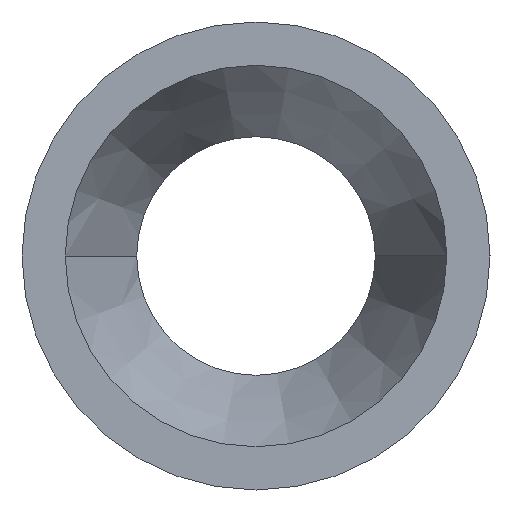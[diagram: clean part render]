
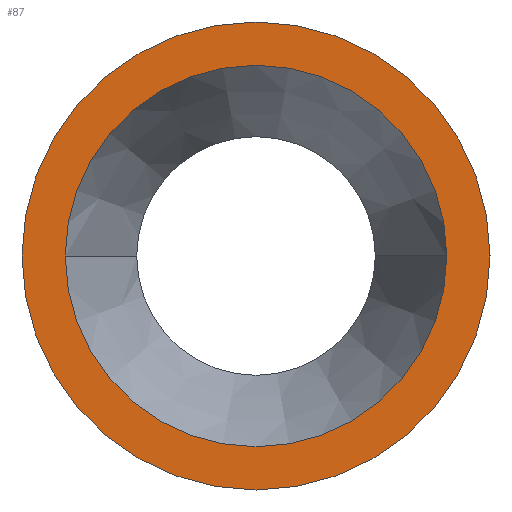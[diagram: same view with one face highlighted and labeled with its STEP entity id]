
A CAD part, left-side view. The second image highlights one B-rep face of the part: STEP entity #87.
In plain terms, the highlighted planar face has unit normal (-1, 0, 0).
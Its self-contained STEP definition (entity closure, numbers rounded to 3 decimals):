
#87 = ADVANCED_FACE( '', ( #221, #222 ), #223, .T. );
#91 = EDGE_CURVE( '', #183, #177, #227, .T. );
#93 = EDGE_CURVE( '', #147, #109, #229, .T. );
#109 = VERTEX_POINT( '', #246 );
#117 = EDGE_CURVE( '', #177, #183, #255, .T. );
#147 = VERTEX_POINT( '', #289 );
#177 = VERTEX_POINT( '', #323 );
#183 = VERTEX_POINT( '', #330 );
#189 = EDGE_CURVE( '', #109, #147, #338, .T. );
#221 = FACE_BOUND( '', #364, .T. );
#222 = FACE_OUTER_BOUND( '', #365, .T. );
#223 = PLANE( '', #366 );
#227 = CIRCLE( '', #371, 20. );
#229 = CIRCLE( '', #374, 16.3 );
#246 = CARTESIAN_POINT( '', ( 0., -16.3, 0. ) );
#255 = CIRCLE( '', #410, 20. );
#289 = CARTESIAN_POINT( '', ( 0., 16.3, 0. ) );
#323 = CARTESIAN_POINT( '', ( 0., -20., 0. ) );
#330 = CARTESIAN_POINT( '', ( 0., 20., 0. ) );
#338 = CIRCLE( '', #514, 16.3 );
#364 = EDGE_LOOP( '', ( #535, #536 ) );
#365 = EDGE_LOOP( '', ( #537, #538 ) );
#366 = AXIS2_PLACEMENT_3D( '', #539, #540, #541 );
#371 = AXIS2_PLACEMENT_3D( '', #542, #543, #544 );
#374 = AXIS2_PLACEMENT_3D( '', #545, #546, #547 );
#410 = AXIS2_PLACEMENT_3D( '', #576, #577, #578 );
#514 = AXIS2_PLACEMENT_3D( '', #688, #689, #690 );
#535 = ORIENTED_EDGE( '', *, *, #93, .F. );
#536 = ORIENTED_EDGE( '', *, *, #189, .F. );
#537 = ORIENTED_EDGE( '', *, *, #91, .T. );
#538 = ORIENTED_EDGE( '', *, *, #117, .T. );
#539 = CARTESIAN_POINT( '', ( 0., 18.15, 0. ) );
#540 = DIRECTION( '', ( -1., 0., 0. ) );
#541 = DIRECTION( '', ( 0., 1., 0. ) );
#542 = CARTESIAN_POINT( '', ( 0., 0., 0. ) );
#543 = DIRECTION( '', ( -1., 0., 0. ) );
#544 = DIRECTION( '', ( 0., 1., 0. ) );
#545 = CARTESIAN_POINT( '', ( 0., 0., 0. ) );
#546 = DIRECTION( '', ( -1., 0., 0. ) );
#547 = DIRECTION( '', ( 0., 1., 0. ) );
#576 = CARTESIAN_POINT( '', ( 0., 0., 0. ) );
#577 = DIRECTION( '', ( -1., 0., 0. ) );
#578 = DIRECTION( '', ( 0., 1., 0. ) );
#688 = CARTESIAN_POINT( '', ( 0., 0., 0. ) );
#689 = DIRECTION( '', ( -1., 0., 0. ) );
#690 = DIRECTION( '', ( 0., 1., 0. ) );
